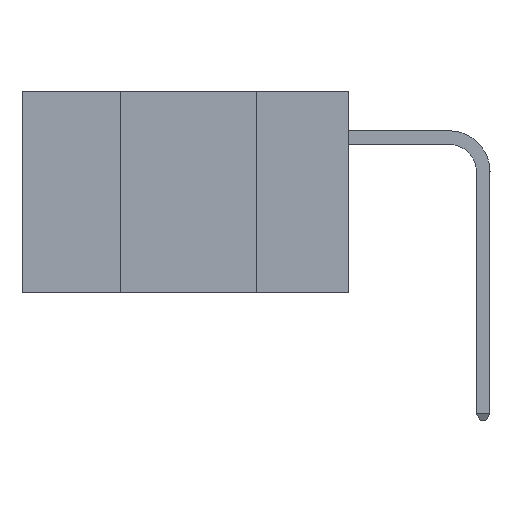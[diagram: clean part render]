
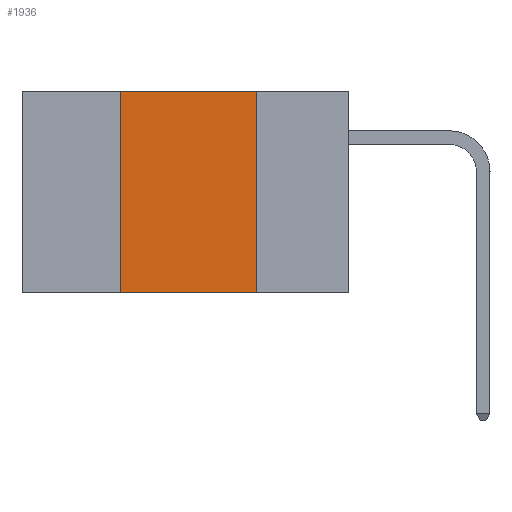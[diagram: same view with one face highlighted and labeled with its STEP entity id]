
A CAD part, left-side view. The second image highlights one B-rep face of the part: STEP entity #1936.
In plain terms, the highlighted planar face has unit normal (-1, 0, 0).
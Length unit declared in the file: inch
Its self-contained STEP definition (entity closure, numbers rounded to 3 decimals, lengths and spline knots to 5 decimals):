
#146 = LINE ( 'NONE', #9513, #2692 ) ;
#622 = VERTEX_POINT ( 'NONE', #5045 ) ;
#854 = DIRECTION ( 'NONE',  ( 1., 0., 0. ) ) ;
#917 = CARTESIAN_POINT ( 'NONE',  ( 0., 0.17, 0. ) ) ;
#1111 = ORIENTED_EDGE ( 'NONE', *, *, #7089, .T. ) ;
#1211 = VERTEX_POINT ( 'NONE', #5733 ) ;
#1936 = ADVANCED_FACE ( 'NONE', ( #9551 ), #7595, .F. ) ;
#2102 = AXIS2_PLACEMENT_3D ( 'NONE', #9023, #854, #4517 ) ;
#2548 = EDGE_CURVE ( 'NONE', #5888, #1211, #5847, .T. ) ;
#2578 = CARTESIAN_POINT ( 'NONE',  ( 0., 0.6, 0. ) ) ;
#2692 = VECTOR ( 'NONE', #8806, 39.37008 ) ;
#2820 = VECTOR ( 'NONE', #6746, 39.37008 ) ;
#3254 = VECTOR ( 'NONE', #9243, 39.37008 ) ;
#3269 = CARTESIAN_POINT ( 'NONE',  ( 0., 0.17, 0. ) ) ;
#4074 = LINE ( 'NONE', #2578, #8678 ) ;
#4341 = EDGE_CURVE ( 'NONE', #8113, #622, #146, .T. ) ;
#4517 = DIRECTION ( 'NONE',  ( 0., 0., -1. ) ) ;
#5045 = CARTESIAN_POINT ( 'NONE',  ( 0., 0.42, 0. ) ) ;
#5733 = CARTESIAN_POINT ( 'NONE',  ( 0., 0.17, -0.37 ) ) ;
#5847 = LINE ( 'NONE', #917, #2820 ) ;
#5888 = VERTEX_POINT ( 'NONE', #3269 ) ;
#6223 = ORIENTED_EDGE ( 'NONE', *, *, #4341, .F. ) ;
#6311 = EDGE_LOOP ( 'NONE', ( #7220, #9360, #6223, #1111 ) ) ;
#6509 = CARTESIAN_POINT ( 'NONE',  ( 0., 0.42, -0.37 ) ) ;
#6746 = DIRECTION ( 'NONE',  ( 0., 0., -1. ) ) ;
#6975 = DIRECTION ( 'NONE',  ( 0., -1., 0. ) ) ;
#7078 = EDGE_CURVE ( 'NONE', #622, #5888, #4074, .T. ) ;
#7089 = EDGE_CURVE ( 'NONE', #8113, #1211, #7528, .T. ) ;
#7220 = ORIENTED_EDGE ( 'NONE', *, *, #2548, .F. ) ;
#7528 = LINE ( 'NONE', #9210, #3254 ) ;
#7595 = PLANE ( 'NONE',  #2102 ) ;
#8113 = VERTEX_POINT ( 'NONE', #6509 ) ;
#8678 = VECTOR ( 'NONE', #6975, 39.37008 ) ;
#8806 = DIRECTION ( 'NONE',  ( 0., 0., 1. ) ) ;
#9023 = CARTESIAN_POINT ( 'NONE',  ( 0., 0.6, 0. ) ) ;
#9210 = CARTESIAN_POINT ( 'NONE',  ( 0., 0.6, -0.37 ) ) ;
#9243 = DIRECTION ( 'NONE',  ( 0., -1., 0. ) ) ;
#9360 = ORIENTED_EDGE ( 'NONE', *, *, #7078, .F. ) ;
#9513 = CARTESIAN_POINT ( 'NONE',  ( 0., 0.42, 0. ) ) ;
#9551 = FACE_OUTER_BOUND ( 'NONE', #6311, .T. ) ;
